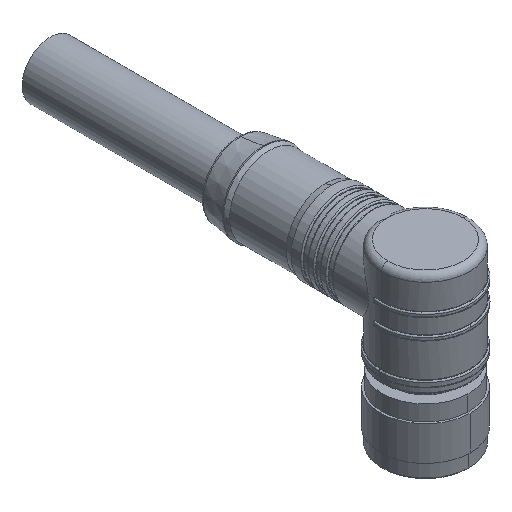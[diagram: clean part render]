
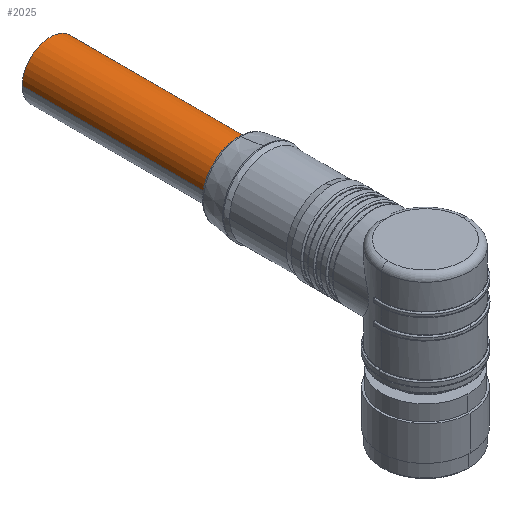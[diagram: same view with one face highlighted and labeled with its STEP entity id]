
A CAD part, isometric view. The second image highlights one B-rep face of the part: STEP entity #2025.
In plain terms, the highlighted cylindrical face has radius 4.5 mm (diameter 9 mm), a partial arc.
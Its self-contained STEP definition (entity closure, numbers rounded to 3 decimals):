
#760 = CARTESIAN_POINT ( 'NONE',  ( -4.478, 0.503, 69.085 ) ) ;
#1143 = DIRECTION ( 'NONE',  ( 0., 1., 0. ) ) ;
#1649 = DIRECTION ( 'NONE',  ( 0., -1., 0. ) ) ;
#1727 = CYLINDRICAL_SURFACE ( 'NONE', #9779, 4.5 ) ;
#1954 = LINE ( 'NONE', #10087, #2352 ) ;
#2025 = ADVANCED_FACE ( 'NONE', ( #8301 ), #1727, .T. ) ;
#2352 = VECTOR ( 'NONE', #13182, 1000. ) ;
#2473 = VERTEX_POINT ( 'NONE', #9811 ) ;
#2498 = VERTEX_POINT ( 'NONE', #9928 ) ;
#4589 = AXIS2_PLACEMENT_3D ( 'NONE', #8112, #1143, #9277 ) ;
#4647 = CIRCLE ( 'NONE', #4589, 4.5 ) ;
#4720 = VERTEX_POINT ( 'NONE', #9147 ) ;
#4731 = DIRECTION ( 'NONE',  ( 0., 1., 0. ) ) ;
#4742 = DIRECTION ( 'NONE',  ( -1., 0., 0. ) ) ;
#4797 = CARTESIAN_POINT ( 'NONE',  ( -8.978, 0.503, 69.085 ) ) ;
#5489 = EDGE_CURVE ( 'NONE', #2473, #4720, #6249, .T. ) ;
#6249 = LINE ( 'NONE', #760, #11897 ) ;
#7098 = CIRCLE ( 'NONE', #10334, 4.5 ) ;
#7248 = ORIENTED_EDGE ( 'NONE', *, *, #5489, .T. ) ;
#8112 = CARTESIAN_POINT ( 'NONE',  ( -8.978, 0.503, 69.085 ) ) ;
#8301 = FACE_OUTER_BOUND ( 'NONE', #10076, .T. ) ;
#8617 = CARTESIAN_POINT ( 'NONE',  ( -8.978, 30.503, 69.085 ) ) ;
#9147 = CARTESIAN_POINT ( 'NONE',  ( -4.478, 30.503, 69.085 ) ) ;
#9277 = DIRECTION ( 'NONE',  ( 0., 0., -1. ) ) ;
#9772 = DIRECTION ( 'NONE',  ( -1., 0., 0. ) ) ;
#9779 = AXIS2_PLACEMENT_3D ( 'NONE', #4797, #4731, #4742 ) ;
#9801 = ORIENTED_EDGE ( 'NONE', *, *, #14118, .F. ) ;
#9811 = CARTESIAN_POINT ( 'NONE',  ( -4.478, 0.503, 69.085 ) ) ;
#9928 = CARTESIAN_POINT ( 'NONE',  ( -13.478, 0.503, 69.085 ) ) ;
#10006 = ORIENTED_EDGE ( 'NONE', *, *, #13175, .T. ) ;
#10076 = EDGE_LOOP ( 'NONE', ( #10221, #7248, #10006, #9801 ) ) ;
#10087 = CARTESIAN_POINT ( 'NONE',  ( -13.478, 0.503, 69.085 ) ) ;
#10127 = VERTEX_POINT ( 'NONE', #12223 ) ;
#10221 = ORIENTED_EDGE ( 'NONE', *, *, #10900, .T. ) ;
#10334 = AXIS2_PLACEMENT_3D ( 'NONE', #8617, #1649, #9772 ) ;
#10900 = EDGE_CURVE ( 'NONE', #2498, #2473, #4647, .T. ) ;
#10973 = DIRECTION ( 'NONE',  ( 0., 1., 0. ) ) ;
#11897 = VECTOR ( 'NONE', #10973, 1000. ) ;
#12223 = CARTESIAN_POINT ( 'NONE',  ( -13.478, 30.503, 69.085 ) ) ;
#13175 = EDGE_CURVE ( 'NONE', #4720, #10127, #7098, .T. ) ;
#13182 = DIRECTION ( 'NONE',  ( 0., 1., 0. ) ) ;
#14118 = EDGE_CURVE ( 'NONE', #2498, #10127, #1954, .T. ) ;
